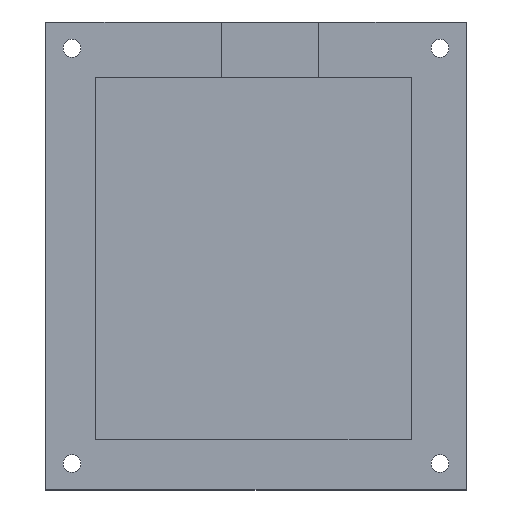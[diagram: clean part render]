
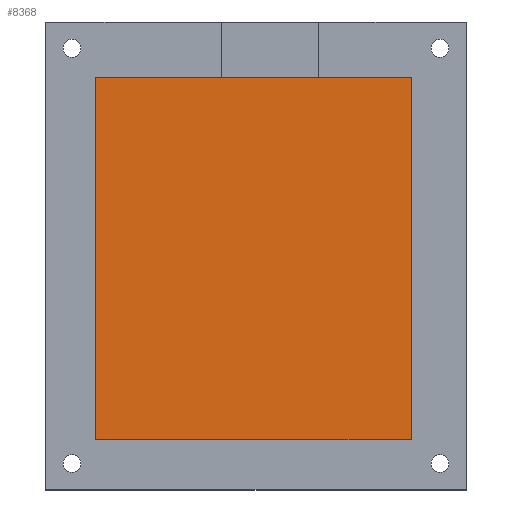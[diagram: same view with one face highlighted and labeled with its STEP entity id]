
A CAD part, top view. The second image highlights one B-rep face of the part: STEP entity #8368.
In plain terms, the highlighted planar face has unit normal (0, 0, 1).
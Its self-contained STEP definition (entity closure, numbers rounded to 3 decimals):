
#1254=FACE_OUTER_BOUND('',#1742,.T.);
#1742=EDGE_LOOP('',(#7662,#7663,#7664,#7665));
#2472=LINE('',#16448,#3196);
#2474=LINE('',#16452,#3198);
#2475=LINE('',#16454,#3199);
#2476=LINE('',#16455,#3200);
#3196=VECTOR('',#9703,10.);
#3198=VECTOR('',#9707,10.);
#3199=VECTOR('',#9708,10.);
#3200=VECTOR('',#9709,10.);
#4027=VERTEX_POINT('',#16445);
#4028=VERTEX_POINT('',#16447);
#4029=VERTEX_POINT('',#16451);
#4030=VERTEX_POINT('',#16453);
#5248=EDGE_CURVE('',#4027,#4028,#2472,.T.);
#5250=EDGE_CURVE('',#4028,#4029,#2474,.T.);
#5251=EDGE_CURVE('',#4030,#4027,#2475,.T.);
#5252=EDGE_CURVE('',#4029,#4030,#2476,.T.);
#7662=ORIENTED_EDGE('',*,*,#5250,.F.);
#7663=ORIENTED_EDGE('',*,*,#5248,.F.);
#7664=ORIENTED_EDGE('',*,*,#5251,.F.);
#7665=ORIENTED_EDGE('',*,*,#5252,.F.);
#7927=PLANE('',#8591);
#8368=ADVANCED_FACE('',(#1254),#7927,.T.);
#8591=AXIS2_PLACEMENT_3D('',#16450,#9705,#9706);
#9703=DIRECTION('',(1.,0.,0.));
#9705=DIRECTION('center_axis',(0.,0.,1.));
#9706=DIRECTION('ref_axis',(1.,0.,0.));
#9707=DIRECTION('',(0.,-1.,0.));
#9708=DIRECTION('',(0.,1.,0.));
#9709=DIRECTION('',(-1.,0.,0.));
#16445=CARTESIAN_POINT('',(26.607,54.75,18.));
#16447=CARTESIAN_POINT('',(86.607,54.75,18.));
#16448=CARTESIAN_POINT('',(41.607,54.75,18.));
#16450=CARTESIAN_POINT('Origin',(56.607,20.25,18.));
#16451=CARTESIAN_POINT('',(86.607,-14.25,18.));
#16452=CARTESIAN_POINT('',(86.607,37.5,18.));
#16453=CARTESIAN_POINT('',(26.607,-14.25,18.));
#16454=CARTESIAN_POINT('',(26.607,3.,18.));
#16455=CARTESIAN_POINT('',(71.607,-14.25,18.));
